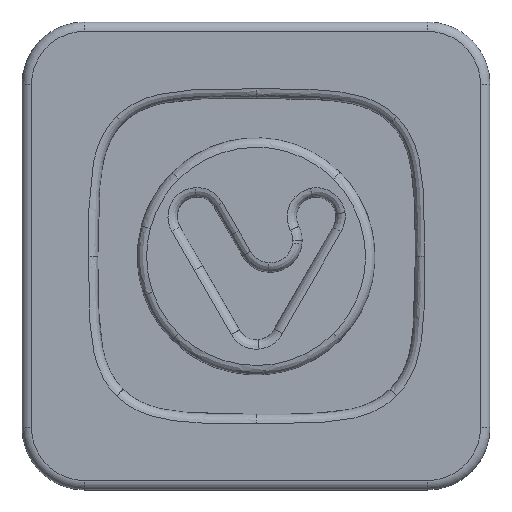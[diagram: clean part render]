
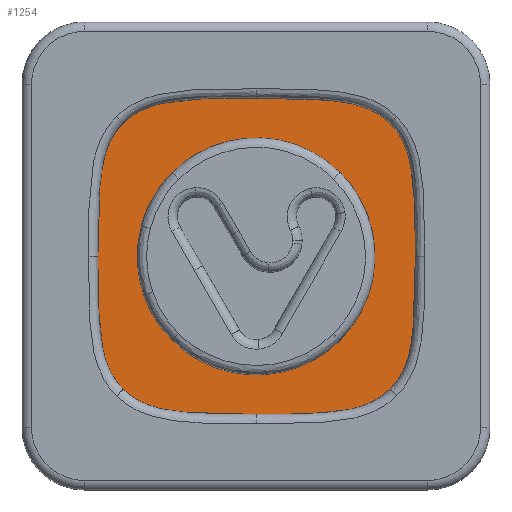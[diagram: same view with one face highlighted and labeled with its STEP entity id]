
A CAD part, top view. The second image highlights one B-rep face of the part: STEP entity #1254.
In plain terms, the highlighted planar face has unit normal (0, 0, 1).
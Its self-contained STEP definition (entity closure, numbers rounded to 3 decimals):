
#29=FACE_BOUND('',#349,.T.);
#34=PLANE('',#1334);
#47=(
BOUNDED_CURVE()
B_SPLINE_CURVE(3,(#2783,#2784,#2785,#2786),.UNSPECIFIED.,.F.,.F.)
B_SPLINE_CURVE_WITH_KNOTS((4,4),(0.,1.),.UNSPECIFIED.)
CURVE()
GEOMETRIC_REPRESENTATION_ITEM()
RATIONAL_B_SPLINE_CURVE((1.,1.,1.,1.))
REPRESENTATION_ITEM('')
);
#48=(
BOUNDED_CURVE()
B_SPLINE_CURVE(3,(#2798,#2799,#2800,#2801),.UNSPECIFIED.,.F.,.F.)
B_SPLINE_CURVE_WITH_KNOTS((4,4),(0.,1.),.UNSPECIFIED.)
CURVE()
GEOMETRIC_REPRESENTATION_ITEM()
RATIONAL_B_SPLINE_CURVE((1.,1.,1.,1.))
REPRESENTATION_ITEM('')
);
#49=(
BOUNDED_CURVE()
B_SPLINE_CURVE(3,(#2812,#2813,#2814,#2815),.UNSPECIFIED.,.F.,.F.)
B_SPLINE_CURVE_WITH_KNOTS((4,4),(0.715,1.),.UNSPECIFIED.)
CURVE()
GEOMETRIC_REPRESENTATION_ITEM()
RATIONAL_B_SPLINE_CURVE((1.,1.,1.,1.))
REPRESENTATION_ITEM('')
);
#50=(
BOUNDED_CURVE()
B_SPLINE_CURVE(3,(#3318,#3319,#3320,#3321),.UNSPECIFIED.,.F.,.F.)
B_SPLINE_CURVE_WITH_KNOTS((4,4),(-1.,0.),.UNSPECIFIED.)
CURVE()
GEOMETRIC_REPRESENTATION_ITEM()
RATIONAL_B_SPLINE_CURVE((1.,1.,1.,1.))
REPRESENTATION_ITEM('')
);
#51=(
BOUNDED_CURVE()
B_SPLINE_CURVE(3,(#3333,#3334,#3335,#3336),.UNSPECIFIED.,.F.,.F.)
B_SPLINE_CURVE_WITH_KNOTS((4,4),(-1.,0.),.UNSPECIFIED.)
CURVE()
GEOMETRIC_REPRESENTATION_ITEM()
RATIONAL_B_SPLINE_CURVE((1.,1.,1.,1.))
REPRESENTATION_ITEM('')
);
#52=(
BOUNDED_CURVE()
B_SPLINE_CURVE(3,(#3347,#3348,#3349,#3350),.UNSPECIFIED.,.F.,.F.)
B_SPLINE_CURVE_WITH_KNOTS((4,4),(-1.,0.),.UNSPECIFIED.)
CURVE()
GEOMETRIC_REPRESENTATION_ITEM()
RATIONAL_B_SPLINE_CURVE((1.,1.,1.,1.))
REPRESENTATION_ITEM('')
);
#53=(
BOUNDED_CURVE()
B_SPLINE_CURVE(3,(#3361,#3362,#3363,#3364),.UNSPECIFIED.,.F.,.F.)
B_SPLINE_CURVE_WITH_KNOTS((4,4),(-1.,0.),.UNSPECIFIED.)
CURVE()
GEOMETRIC_REPRESENTATION_ITEM()
RATIONAL_B_SPLINE_CURVE((1.,1.,1.,1.))
REPRESENTATION_ITEM('')
);
#54=(
BOUNDED_CURVE()
B_SPLINE_CURVE(3,(#3442,#3443,#3444,#3445),.UNSPECIFIED.,.F.,.F.)
B_SPLINE_CURVE_WITH_KNOTS((4,4),(0.004,0.745),
 .UNSPECIFIED.)
CURVE()
GEOMETRIC_REPRESENTATION_ITEM()
RATIONAL_B_SPLINE_CURVE((1.,1.,1.,1.))
REPRESENTATION_ITEM('')
);
#55=(
BOUNDED_CURVE()
B_SPLINE_CURVE(3,(#3456,#3457,#3458,#3459),.UNSPECIFIED.,.F.,.F.)
B_SPLINE_CURVE_WITH_KNOTS((4,4),(0.,0.332),.UNSPECIFIED.)
CURVE()
GEOMETRIC_REPRESENTATION_ITEM()
RATIONAL_B_SPLINE_CURVE((1.,1.,1.,1.))
REPRESENTATION_ITEM('')
);
#56=(
BOUNDED_CURVE()
B_SPLINE_CURVE(3,(#3468,#3469,#3470,#3471),.UNSPECIFIED.,.F.,.F.)
B_SPLINE_CURVE_WITH_KNOTS((4,4),(0.,1.),.UNSPECIFIED.)
CURVE()
GEOMETRIC_REPRESENTATION_ITEM()
RATIONAL_B_SPLINE_CURVE((1.,1.,1.,1.))
REPRESENTATION_ITEM('')
);
#57=(
BOUNDED_CURVE()
B_SPLINE_CURVE(3,(#3482,#3483,#3484,#3485),.UNSPECIFIED.,.F.,.F.)
B_SPLINE_CURVE_WITH_KNOTS((4,4),(-1.,0.),.UNSPECIFIED.)
CURVE()
GEOMETRIC_REPRESENTATION_ITEM()
RATIONAL_B_SPLINE_CURVE((1.,1.,1.,1.))
REPRESENTATION_ITEM('')
);
#58=(
BOUNDED_CURVE()
B_SPLINE_CURVE(3,(#3496,#3497,#3498,#3499),.UNSPECIFIED.,.F.,.F.)
B_SPLINE_CURVE_WITH_KNOTS((4,4),(-1.,0.),.UNSPECIFIED.)
CURVE()
GEOMETRIC_REPRESENTATION_ITEM()
RATIONAL_B_SPLINE_CURVE((1.,1.,1.,1.))
REPRESENTATION_ITEM('')
);
#59=(
BOUNDED_CURVE()
B_SPLINE_CURVE(3,(#3510,#3511,#3512,#3513),.UNSPECIFIED.,.F.,.F.)
B_SPLINE_CURVE_WITH_KNOTS((4,4),(-1.,0.),.UNSPECIFIED.)
CURVE()
GEOMETRIC_REPRESENTATION_ITEM()
RATIONAL_B_SPLINE_CURVE((1.,1.,1.,1.))
REPRESENTATION_ITEM('')
);
#60=(
BOUNDED_CURVE()
B_SPLINE_CURVE(3,(#3522,#3523,#3524,#3525),.UNSPECIFIED.,.F.,.F.)
B_SPLINE_CURVE_WITH_KNOTS((4,4),(-1.,0.),.UNSPECIFIED.)
CURVE()
GEOMETRIC_REPRESENTATION_ITEM()
RATIONAL_B_SPLINE_CURVE((1.,1.,1.,1.))
REPRESENTATION_ITEM('')
);
#265=FACE_OUTER_BOUND('',#348,.T.);
#348=EDGE_LOOP('',(#1072,#1073,#1074,#1075,#1076,#1077,#1078,#1079));
#349=EDGE_LOOP('',(#1080,#1081,#1082,#1083,#1084,#1085));
#527=VERTEX_POINT('',#2780);
#528=VERTEX_POINT('',#2782);
#529=VERTEX_POINT('',#2796);
#530=VERTEX_POINT('',#2810);
#547=VERTEX_POINT('',#3315);
#548=VERTEX_POINT('',#3317);
#549=VERTEX_POINT('',#3331);
#550=VERTEX_POINT('',#3345);
#551=VERTEX_POINT('',#3359);
#573=VERTEX_POINT('',#3440);
#574=VERTEX_POINT('',#3454);
#575=VERTEX_POINT('',#3480);
#576=VERTEX_POINT('',#3494);
#577=VERTEX_POINT('',#3508);
#672=EDGE_CURVE('',#527,#528,#47,.T.);
#675=EDGE_CURVE('',#529,#527,#48,.T.);
#677=EDGE_CURVE('',#530,#529,#49,.T.);
#703=EDGE_CURVE('',#547,#548,#50,.T.);
#706=EDGE_CURVE('',#549,#547,#51,.T.);
#708=EDGE_CURVE('',#550,#549,#52,.T.);
#710=EDGE_CURVE('',#551,#550,#53,.T.);
#745=EDGE_CURVE('',#573,#530,#54,.T.);
#747=EDGE_CURVE('',#574,#573,#55,.T.);
#748=EDGE_CURVE('',#528,#574,#56,.T.);
#750=EDGE_CURVE('',#575,#551,#57,.T.);
#752=EDGE_CURVE('',#576,#575,#58,.T.);
#754=EDGE_CURVE('',#577,#576,#59,.T.);
#755=EDGE_CURVE('',#548,#577,#60,.T.);
#1072=ORIENTED_EDGE('',*,*,#703,.F.);
#1073=ORIENTED_EDGE('',*,*,#706,.F.);
#1074=ORIENTED_EDGE('',*,*,#708,.F.);
#1075=ORIENTED_EDGE('',*,*,#710,.F.);
#1076=ORIENTED_EDGE('',*,*,#750,.F.);
#1077=ORIENTED_EDGE('',*,*,#752,.F.);
#1078=ORIENTED_EDGE('',*,*,#754,.F.);
#1079=ORIENTED_EDGE('',*,*,#755,.F.);
#1080=ORIENTED_EDGE('',*,*,#672,.F.);
#1081=ORIENTED_EDGE('',*,*,#675,.F.);
#1082=ORIENTED_EDGE('',*,*,#677,.F.);
#1083=ORIENTED_EDGE('',*,*,#745,.F.);
#1084=ORIENTED_EDGE('',*,*,#747,.F.);
#1085=ORIENTED_EDGE('',*,*,#748,.F.);
#1254=ADVANCED_FACE('',(#265,#29),#34,.T.);
#1334=AXIS2_PLACEMENT_3D('',#3526,#1485,#1486);
#1485=DIRECTION('center_axis',(0.,0.,1.));
#1486=DIRECTION('ref_axis',(1.,0.,0.));
#2780=CARTESIAN_POINT('',(2.697,-2.699,-0.8));
#2782=CARTESIAN_POINT('',(2.697,2.673,-0.8));
#2783=CARTESIAN_POINT('Ctrl Pts',(2.697,-2.699,-0.8));
#2784=CARTESIAN_POINT('Ctrl Pts',(4.186,-1.215,-0.8));
#2785=CARTESIAN_POINT('Ctrl Pts',(4.186,1.191,-0.8));
#2786=CARTESIAN_POINT('Ctrl Pts',(2.697,2.673,-0.8));
#2796=CARTESIAN_POINT('',(-2.691,-2.699,-0.8));
#2798=CARTESIAN_POINT('Ctrl Pts',(-2.691,-2.699,-0.8));
#2799=CARTESIAN_POINT('Ctrl Pts',(-1.204,-4.184,-0.8));
#2800=CARTESIAN_POINT('Ctrl Pts',(1.208,-4.184,-0.8));
#2801=CARTESIAN_POINT('Ctrl Pts',(2.697,-2.699,-0.8));
#2810=CARTESIAN_POINT('',(-3.599,-1.25,-0.8));
#2812=CARTESIAN_POINT('Ctrl Pts',(-3.599,-1.25,-0.8));
#2813=CARTESIAN_POINT('Ctrl Pts',(-3.417,-1.78,-0.8));
#2814=CARTESIAN_POINT('Ctrl Pts',(-3.114,-2.277,-0.8));
#2815=CARTESIAN_POINT('Ctrl Pts',(-2.691,-2.699,-0.8));
#3315=CARTESIAN_POINT('',(0.019,-5.078,-0.8));
#3317=CARTESIAN_POINT('',(-4.26,-4.273,-0.8));
#3318=CARTESIAN_POINT('Ctrl Pts',(0.019,-5.078,
-0.8));
#3319=CARTESIAN_POINT('Ctrl Pts',(-2.21,-5.078,-0.8));
#3320=CARTESIAN_POINT('Ctrl Pts',(-3.449,-5.078,-0.8));
#3321=CARTESIAN_POINT('Ctrl Pts',(-4.26,-4.273,-0.8));
#3331=CARTESIAN_POINT('',(4.298,-4.271,-0.8));
#3333=CARTESIAN_POINT('Ctrl Pts',(4.298,-4.271,-0.8));
#3334=CARTESIAN_POINT('Ctrl Pts',(3.486,-5.078,-0.8));
#3335=CARTESIAN_POINT('Ctrl Pts',(2.248,-5.078,-0.8));
#3336=CARTESIAN_POINT('Ctrl Pts',(0.019,-5.078,
-0.8));
#3345=CARTESIAN_POINT('',(5.107,-0.008,-0.8));
#3347=CARTESIAN_POINT('Ctrl Pts',(5.107,-0.008,
-0.8));
#3348=CARTESIAN_POINT('Ctrl Pts',(5.107,-2.23,-0.8));
#3349=CARTESIAN_POINT('Ctrl Pts',(5.107,-3.464,-0.8));
#3350=CARTESIAN_POINT('Ctrl Pts',(4.298,-4.271,-0.8));
#3359=CARTESIAN_POINT('',(4.298,4.256,-0.8));
#3361=CARTESIAN_POINT('Ctrl Pts',(4.298,4.256,-0.8));
#3362=CARTESIAN_POINT('Ctrl Pts',(5.107,3.449,-0.8));
#3363=CARTESIAN_POINT('Ctrl Pts',(5.107,2.215,-0.8));
#3364=CARTESIAN_POINT('Ctrl Pts',(5.107,-0.008,
-0.8));
#3440=CARTESIAN_POINT('',(-3.679,0.959,-0.8));
#3442=CARTESIAN_POINT('Ctrl Pts',(-3.679,0.959,-0.8));
#3443=CARTESIAN_POINT('Ctrl Pts',(-3.881,0.203,-0.8));
#3444=CARTESIAN_POINT('Ctrl Pts',(-3.838,-0.562,
-0.8));
#3445=CARTESIAN_POINT('Ctrl Pts',(-3.599,-1.25,-0.8));
#3454=CARTESIAN_POINT('',(-2.691,2.673,-0.8));
#3456=CARTESIAN_POINT('Ctrl Pts',(-2.691,2.673,-0.8));
#3457=CARTESIAN_POINT('Ctrl Pts',(-3.184,2.18,-0.8));
#3458=CARTESIAN_POINT('Ctrl Pts',(-3.514,1.587,-0.8));
#3459=CARTESIAN_POINT('Ctrl Pts',(-3.679,0.959,-0.8));
#3468=CARTESIAN_POINT('Ctrl Pts',(2.697,2.673,-0.8));
#3469=CARTESIAN_POINT('Ctrl Pts',(1.21,4.157,-0.8));
#3470=CARTESIAN_POINT('Ctrl Pts',(-1.202,4.157,-0.8));
#3471=CARTESIAN_POINT('Ctrl Pts',(-2.691,2.673,-0.8));
#3480=CARTESIAN_POINT('',(0.019,5.06,-0.8));
#3482=CARTESIAN_POINT('Ctrl Pts',(0.019,5.06,-0.8));
#3483=CARTESIAN_POINT('Ctrl Pts',(2.248,5.06,-0.8));
#3484=CARTESIAN_POINT('Ctrl Pts',(3.486,5.06,-0.8));
#3485=CARTESIAN_POINT('Ctrl Pts',(4.298,4.256,-0.8));
#3494=CARTESIAN_POINT('',(-4.26,4.253,-0.8));
#3496=CARTESIAN_POINT('Ctrl Pts',(-4.26,4.253,-0.8));
#3497=CARTESIAN_POINT('Ctrl Pts',(-3.449,5.06,-0.8));
#3498=CARTESIAN_POINT('Ctrl Pts',(-2.21,5.06,-0.8));
#3499=CARTESIAN_POINT('Ctrl Pts',(0.019,5.06,-0.8));
#3508=CARTESIAN_POINT('',(-5.069,-0.01,-0.8));
#3510=CARTESIAN_POINT('Ctrl Pts',(-5.069,-0.01,
-0.8));
#3511=CARTESIAN_POINT('Ctrl Pts',(-5.069,2.212,-0.8));
#3512=CARTESIAN_POINT('Ctrl Pts',(-5.069,3.446,-0.8));
#3513=CARTESIAN_POINT('Ctrl Pts',(-4.26,4.253,-0.8));
#3522=CARTESIAN_POINT('Ctrl Pts',(-4.26,-4.273,-0.8));
#3523=CARTESIAN_POINT('Ctrl Pts',(-5.069,-3.466,-0.8));
#3524=CARTESIAN_POINT('Ctrl Pts',(-5.069,-2.232,-0.8));
#3525=CARTESIAN_POINT('Ctrl Pts',(-5.069,-0.01,
-0.8));
#3526=CARTESIAN_POINT('Origin',(0.019,-0.009,
-0.8));
